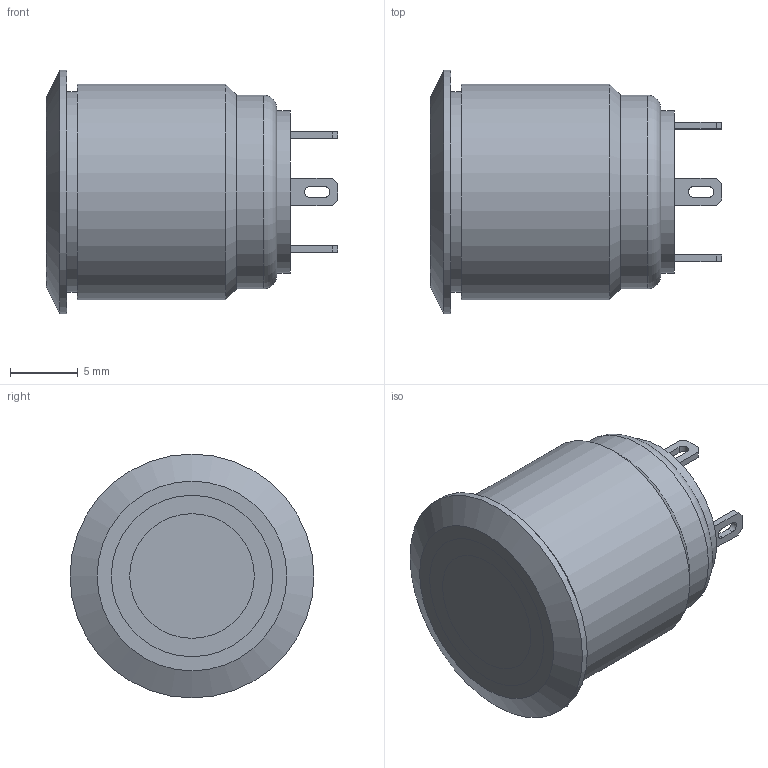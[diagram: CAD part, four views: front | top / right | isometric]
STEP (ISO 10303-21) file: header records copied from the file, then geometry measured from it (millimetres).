
FILE_DESCRIPTION((''),'2;1');
FILE_NAME('PV6F240xx-3xx.stp','2018-03-20T13:02:42',('mwilliams'),(''),'Autodesk Inventor 2012','Autodesk Inventor 2012','');
FILE_SCHEMA(('AUTOMOTIVE_DESIGN { 1 0 10303 214 1 1 1 1 }'));
Length unit declared in the file: millimetre
Products named in the file (1): PV6F240xx-3xx
Bounding box: 21.5 x 18 x 18 mm (x, y, z)
Volume: 2728 mm3; surface area: 4065.8 mm2
Topology: 9 solids, 9 shells, 156 faces, 342 edges, 227 vertices
Faces by surface type: plane 121, cylinder 30, cone 3, torus 2
Full cylindrical faces by diameter (mm): 1.7 x1, 5.2 x1, 7.2 x1, 7.3 x1, 8.1 x1, 8.4 x2, 9.2 x3, 11.9 x2, 12 x2, 14.3 x1, 14.8 x1, 15.9 x1, 18 x1
Entity records: 4277 total; most frequent: CARTESIAN_POINT 699, DIRECTION 696, ORIENTED_EDGE 634, EDGE_CURVE 317, VECTOR 252, LINE 252, VERTEX_POINT 225, AXIS2_PLACEMENT_3D 222
